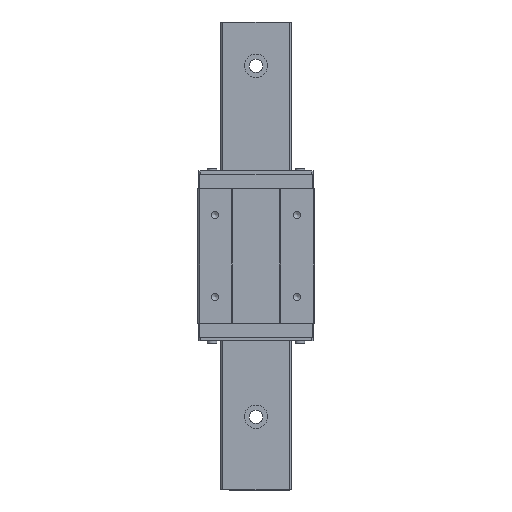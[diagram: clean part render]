
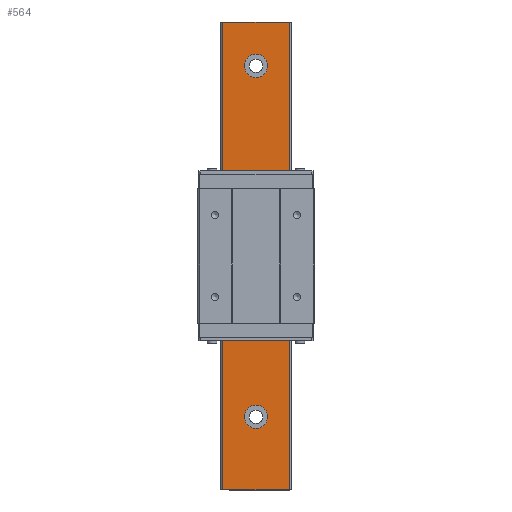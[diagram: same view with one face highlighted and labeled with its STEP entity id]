
A CAD part, top view. The second image highlights one B-rep face of the part: STEP entity #564.
In plain terms, the highlighted planar face has unit normal (0, 0, 1).
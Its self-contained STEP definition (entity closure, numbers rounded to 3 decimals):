
#564 = ADVANCED_FACE( '', ( #1157, #1158, #1159, #1160, #1161 ), #1162, .F. );
#1157 = FACE_BOUND( '', #1759, .T. );
#1158 = FACE_BOUND( '', #1760, .T. );
#1159 = FACE_BOUND( '', #1761, .T. );
#1160 = FACE_BOUND( '', #1762, .T. );
#1161 = FACE_OUTER_BOUND( '', #1763, .T. );
#1162 = PLANE( '', #1764 );
#1759 = EDGE_LOOP( '', ( #3293 ) );
#1760 = EDGE_LOOP( '', ( #3294 ) );
#1761 = EDGE_LOOP( '', ( #3295 ) );
#1762 = EDGE_LOOP( '', ( #3296 ) );
#1763 = EDGE_LOOP( '', ( #3297, #3298, #3299, #3300 ) );
#1764 = AXIS2_PLACEMENT_3D( '', #3301, #3302, #3303 );
#3293 = ORIENTED_EDGE( '', *, *, #3980, .T. );
#3294 = ORIENTED_EDGE( '', *, *, #4075, .T. );
#3295 = ORIENTED_EDGE( '', *, *, #3805, .T. );
#3296 = ORIENTED_EDGE( '', *, *, #3826, .T. );
#3297 = ORIENTED_EDGE( '', *, *, #3560, .T. );
#3298 = ORIENTED_EDGE( '', *, *, #4071, .F. );
#3299 = ORIENTED_EDGE( '', *, *, #3757, .F. );
#3300 = ORIENTED_EDGE( '', *, *, #3982, .T. );
#3301 = CARTESIAN_POINT( '', ( -11.419, -80., 8.5 ) );
#3302 = DIRECTION( '', ( 0., 0., -1. ) );
#3303 = DIRECTION( '', ( -1., 0., 0. ) );
#3560 = EDGE_CURVE( '', #4269, #4267, #4270, .T. );
#3757 = EDGE_CURVE( '', #4601, #4603, #4604, .T. );
#3805 = EDGE_CURVE( '', #4679, #4679, #4680, .T. );
#3826 = EDGE_CURVE( '', #4708, #4708, #4709, .T. );
#3980 = EDGE_CURVE( '', #4913, #4913, #4914, .T. );
#3982 = EDGE_CURVE( '', #4601, #4269, #4916, .T. );
#4071 = EDGE_CURVE( '', #4603, #4267, #5021, .T. );
#4075 = EDGE_CURVE( '', #5026, #5026, #5027, .T. );
#4267 = VERTEX_POINT( '', #5283 );
#4269 = VERTEX_POINT( '', #5285 );
#4270 = LINE( '', #5286, #5287 );
#4601 = VERTEX_POINT( '', #5757 );
#4603 = VERTEX_POINT( '', #5759 );
#4604 = LINE( '', #5760, #5761 );
#4679 = VERTEX_POINT( '', #5872 );
#4680 = CIRCLE( '', #5873, 4. );
#4708 = VERTEX_POINT( '', #5912 );
#4709 = CIRCLE( '', #5913, 4. );
#4913 = VERTEX_POINT( '', #6194 );
#4914 = CIRCLE( '', #6195, 4. );
#4916 = LINE( '', #6197, #6198 );
#5021 = LINE( '', #6349, #6350 );
#5026 = VERTEX_POINT( '', #6355 );
#5027 = CIRCLE( '', #6356, 4. );
#5283 = CARTESIAN_POINT( '', ( -11.419, 80., 8.5 ) );
#5285 = CARTESIAN_POINT( '', ( 11.419, 80., 8.5 ) );
#5286 = CARTESIAN_POINT( '', ( -11.419, 80., 8.5 ) );
#5287 = VECTOR( '', #6490, 1000. );
#5757 = CARTESIAN_POINT( '', ( 11.419, -80., 8.5 ) );
#5759 = CARTESIAN_POINT( '', ( -11.419, -80., 8.5 ) );
#5760 = CARTESIAN_POINT( '', ( -11.419, -80., 8.5 ) );
#5761 = VECTOR( '', #6690, 1000. );
#5872 = CARTESIAN_POINT( '', ( 4., 25., 8.5 ) );
#5873 = AXIS2_PLACEMENT_3D( '', #6739, #6740, #6741 );
#5912 = CARTESIAN_POINT( '', ( 4., 65., 8.5 ) );
#5913 = AXIS2_PLACEMENT_3D( '', #6759, #6760, #6761 );
#6194 = CARTESIAN_POINT( '', ( 4., -55., 8.5 ) );
#6195 = AXIS2_PLACEMENT_3D( '', #6917, #6918, #6919 );
#6197 = CARTESIAN_POINT( '', ( 11.419, -80., 8.5 ) );
#6198 = VECTOR( '', #6920, 1000. );
#6349 = CARTESIAN_POINT( '', ( -11.419, -80., 8.5 ) );
#6350 = VECTOR( '', #6985, 1000. );
#6355 = CARTESIAN_POINT( '', ( 4., -15., 8.5 ) );
#6356 = AXIS2_PLACEMENT_3D( '', #6989, #6990, #6991 );
#6490 = DIRECTION( '', ( -1., 0., 0. ) );
#6690 = DIRECTION( '', ( -1., 0., 0. ) );
#6739 = CARTESIAN_POINT( '', ( 0., 25., 8.5 ) );
#6740 = DIRECTION( '', ( 0., 0., -1. ) );
#6741 = DIRECTION( '', ( 1., 0., 0. ) );
#6759 = CARTESIAN_POINT( '', ( 0., 65., 8.5 ) );
#6760 = DIRECTION( '', ( 0., 0., -1. ) );
#6761 = DIRECTION( '', ( 1., 0., 0. ) );
#6917 = CARTESIAN_POINT( '', ( 0., -55., 8.5 ) );
#6918 = DIRECTION( '', ( 0., 0., -1. ) );
#6919 = DIRECTION( '', ( 1., 0., 0. ) );
#6920 = DIRECTION( '', ( 0., 1., 0. ) );
#6985 = DIRECTION( '', ( 0., 1., 0. ) );
#6989 = CARTESIAN_POINT( '', ( 0., -15., 8.5 ) );
#6990 = DIRECTION( '', ( 0., 0., -1. ) );
#6991 = DIRECTION( '', ( 1., 0., 0. ) );
